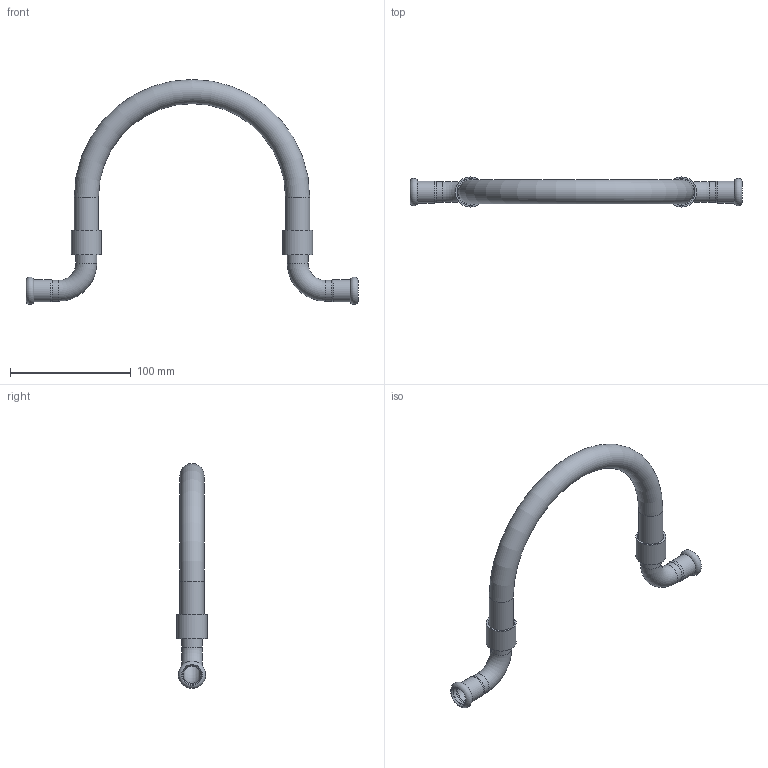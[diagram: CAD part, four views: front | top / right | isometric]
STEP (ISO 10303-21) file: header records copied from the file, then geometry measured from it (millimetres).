
FILE_DESCRIPTION(/* description */ ('Rubinetto da incasso con rosone DN15'),/* implementation_level */ '2;1');
FILE_NAME(/* name */ '199015001_Inoxpres.stp',/* time_stamp */ '2022-10-12T16:55:16+02:00',/* author */ ('Vault'),/* organization */ ('Raccorderie metalliche s.p.a. '),/* preprocessor_version */ 'ST-DEVELOPER v18.1',/* originating_system */ 'Autodesk Inventor 2020',/* authorisation */ 'Raccorderie metalliche s.p.a. ');
FILE_SCHEMA (('AUTOMOTIVE_DESIGN { 1 0 10303 214 3 1 1 }'));
Length unit declared in the file: millimetre
Products named in the file (1): 199015001_Inoxpres
Bounding box: 275 x 25 x 186.35 mm (x, y, z)
Volume: 46674.1 mm3; surface area: 64367.4 mm2
Topology: 3 solids, 3 shells, 50 faces, 158 edges, 116 vertices
Faces by surface type: cylinder 24, torus 16, plane 8, cone 2
Full cylindrical faces by diameter (mm): 14.2 x4, 15.3 x2, 15.7 x4, 17.2 x6, 18.3 x2, 20 x2, 22 x2, 25 x2
Entity records: 1941 total; most frequent: DIRECTION 392, CARTESIAN_POINT 325, ORIENTED_EDGE 316, AXIS2_PLACEMENT_3D 183, EDGE_CURVE 158, CIRCLE 132, VERTEX_POINT 116, EDGE_LOOP 58
